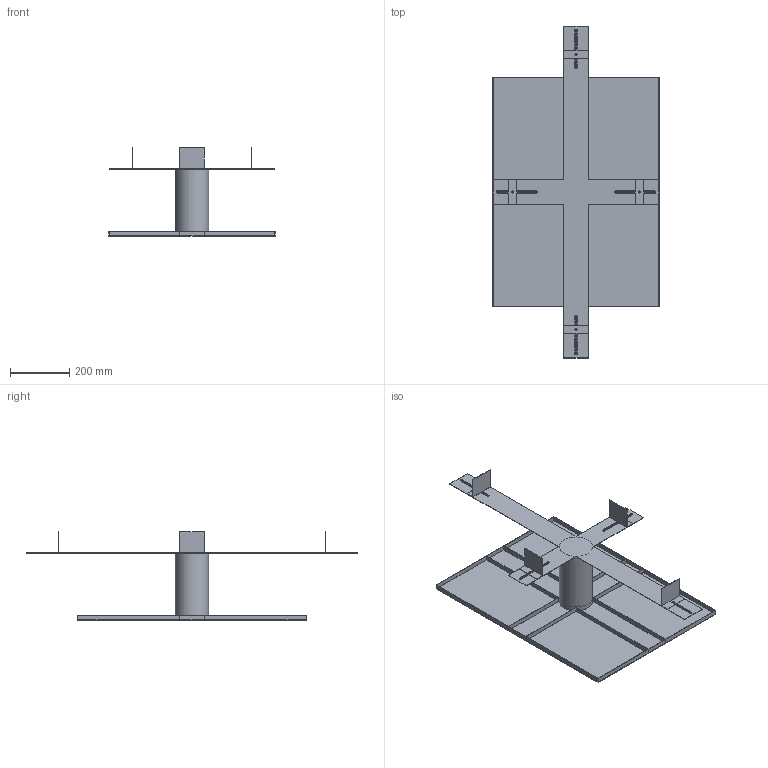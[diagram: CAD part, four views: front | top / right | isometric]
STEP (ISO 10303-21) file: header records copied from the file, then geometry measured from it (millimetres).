
FILE_DESCRIPTION(('FreeCAD Model'),'2;1');
FILE_NAME('Open CASCADE Shape Model','2025-05-04T10:37:46',('FreeCAD'),( 'FreeCAD'),'Open CASCADE STEP processor 7.6','FreeCAD','Unknown');
FILE_SCHEMA(('AUTOMOTIVE_DESIGN { 1 0 10303 214 1 1 1 1 }'));
Length unit declared in the file: millimetre
Products named in the file (1): Open CASCADE STEP translator 7.6 1
Bounding box: 564.48 x 1123.34 x 300.49 mm (x, y, z)
Volume: 3091878.3 mm3; surface area: 1470742.4 mm2
Topology: 24 solids, 24 shells, 689 faces, 1863 edges, 1236 vertices
Faces by surface type: bspline 689
Entity records: 28848 total; most frequent: CARTESIAN_POINT 18303, ORIENTED_EDGE 3684, EDGE_CURVE 1842, VERTEX_POINT 1229, B_SPLINE_CURVE_WITH_KNOTS 1156, FACE_BOUND 777, EDGE_LOOP 770, ADVANCED_FACE 689
